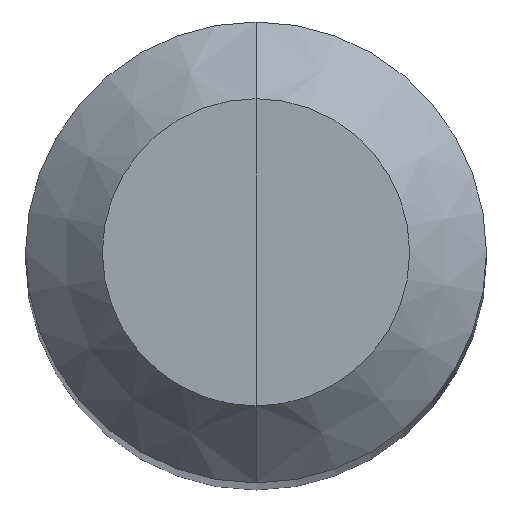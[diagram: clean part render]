
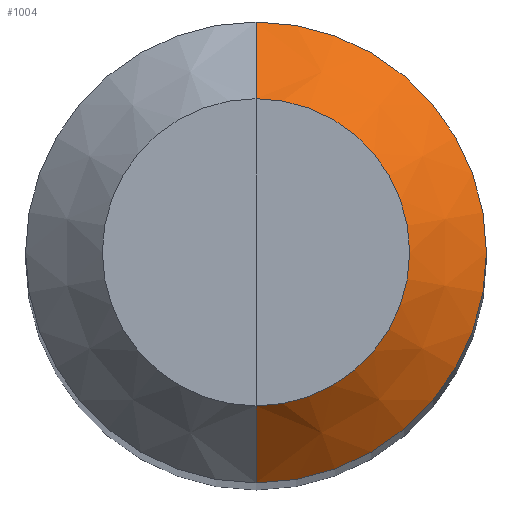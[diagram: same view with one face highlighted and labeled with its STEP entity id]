
A CAD part, top view. The second image highlights one B-rep face of the part: STEP entity #1004.
In plain terms, the highlighted conical face has half-angle 45 degrees and reference radius 3 mm.
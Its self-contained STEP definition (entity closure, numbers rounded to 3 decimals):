
#890 = CYLINDRICAL_SURFACE('',#891,3.);
#891 = AXIS2_PLACEMENT_3D('',#892,#893,#894);
#892 = CARTESIAN_POINT('',(0.,0.,-53.893));
#893 = DIRECTION('',(0.,0.,1.));
#894 = DIRECTION('',(0.,-1.,0.));
#928 = VERTEX_POINT('',#929);
#929 = CARTESIAN_POINT('',(0.,3.,-1.));
#955 = EDGE_CURVE('',#956,#928,#958,.T.);
#956 = VERTEX_POINT('',#957);
#957 = CARTESIAN_POINT('',(0.,-3.,-1.));
#958 = SURFACE_CURVE('',#959,(#964,#971),.PCURVE_S1.);
#959 = CIRCLE('',#960,3.);
#960 = AXIS2_PLACEMENT_3D('',#961,#962,#963);
#961 = CARTESIAN_POINT('',(0.,0.,-1.));
#962 = DIRECTION('',(0.,0.,1.));
#963 = DIRECTION('',(0.,-1.,0.));
#964 = PCURVE('',#890,#965);
#965 = DEFINITIONAL_REPRESENTATION('',(#966),#970);
#966 = LINE('',#967,#968);
#967 = CARTESIAN_POINT('',(0.,52.893));
#968 = VECTOR('',#969,1.);
#969 = DIRECTION('',(1.,0.));
#970 = ( GEOMETRIC_REPRESENTATION_CONTEXT(2) 
PARAMETRIC_REPRESENTATION_CONTEXT() REPRESENTATION_CONTEXT('2D SPACE',''
  ) );
#971 = PCURVE('',#972,#977);
#972 = CONICAL_SURFACE('',#973,3.,0.785);
#973 = AXIS2_PLACEMENT_3D('',#974,#975,#976);
#974 = CARTESIAN_POINT('',(0.,0.,-1.));
#975 = DIRECTION('',(-0.,-0.,-1.));
#976 = DIRECTION('',(0.,-1.,0.));
#977 = DEFINITIONAL_REPRESENTATION('',(#978),#982);
#978 = LINE('',#979,#980);
#979 = CARTESIAN_POINT('',(-0.,-0.));
#980 = VECTOR('',#981,1.);
#981 = DIRECTION('',(-1.,-0.));
#982 = ( GEOMETRIC_REPRESENTATION_CONTEXT(2) 
PARAMETRIC_REPRESENTATION_CONTEXT() REPRESENTATION_CONTEXT('2D SPACE',''
  ) );
#1004 = ADVANCED_FACE('',(#1005),#972,.T.);
#1005 = FACE_BOUND('',#1006,.T.);
#1006 = EDGE_LOOP('',(#1007,#1008,#1036,#1065));
#1007 = ORIENTED_EDGE('',*,*,#955,.T.);
#1008 = ORIENTED_EDGE('',*,*,#1009,.T.);
#1009 = EDGE_CURVE('',#928,#1010,#1012,.T.);
#1010 = VERTEX_POINT('',#1011);
#1011 = CARTESIAN_POINT('',(0.,2.,0.));
#1012 = SURFACE_CURVE('',#1013,(#1017,#1024),.PCURVE_S1.);
#1013 = LINE('',#1014,#1015);
#1014 = CARTESIAN_POINT('',(0.,3.,-1.));
#1015 = VECTOR('',#1016,1.);
#1016 = DIRECTION('',(0.,-0.707,0.707
    ));
#1017 = PCURVE('',#972,#1018);
#1018 = DEFINITIONAL_REPRESENTATION('',(#1019),#1023);
#1019 = LINE('',#1020,#1021);
#1020 = CARTESIAN_POINT('',(-3.142,-0.));
#1021 = VECTOR('',#1022,1.);
#1022 = DIRECTION('',(-0.,-1.));
#1023 = ( GEOMETRIC_REPRESENTATION_CONTEXT(2) 
PARAMETRIC_REPRESENTATION_CONTEXT() REPRESENTATION_CONTEXT('2D SPACE',''
  ) );
#1024 = PCURVE('',#1025,#1030);
#1025 = CONICAL_SURFACE('',#1026,3.,0.785);
#1026 = AXIS2_PLACEMENT_3D('',#1027,#1028,#1029);
#1027 = CARTESIAN_POINT('',(0.,0.,-1.));
#1028 = DIRECTION('',(-0.,-0.,-1.));
#1029 = DIRECTION('',(0.,-1.,0.));
#1030 = DEFINITIONAL_REPRESENTATION('',(#1031),#1035);
#1031 = LINE('',#1032,#1033);
#1032 = CARTESIAN_POINT('',(3.142,-0.));
#1033 = VECTOR('',#1034,1.);
#1034 = DIRECTION('',(0.,-1.));
#1035 = ( GEOMETRIC_REPRESENTATION_CONTEXT(2) 
PARAMETRIC_REPRESENTATION_CONTEXT() REPRESENTATION_CONTEXT('2D SPACE',''
  ) );
#1036 = ORIENTED_EDGE('',*,*,#1037,.F.);
#1037 = EDGE_CURVE('',#1038,#1010,#1040,.T.);
#1038 = VERTEX_POINT('',#1039);
#1039 = CARTESIAN_POINT('',(0.,-2.,0.));
#1040 = SURFACE_CURVE('',#1041,(#1046,#1053),.PCURVE_S1.);
#1041 = CIRCLE('',#1042,2.);
#1042 = AXIS2_PLACEMENT_3D('',#1043,#1044,#1045);
#1043 = CARTESIAN_POINT('',(0.,0.,0.));
#1044 = DIRECTION('',(0.,0.,1.));
#1045 = DIRECTION('',(0.,-1.,0.));
#1046 = PCURVE('',#972,#1047);
#1047 = DEFINITIONAL_REPRESENTATION('',(#1048),#1052);
#1048 = LINE('',#1049,#1050);
#1049 = CARTESIAN_POINT('',(-0.,-1.));
#1050 = VECTOR('',#1051,1.);
#1051 = DIRECTION('',(-1.,-0.));
#1052 = ( GEOMETRIC_REPRESENTATION_CONTEXT(2) 
PARAMETRIC_REPRESENTATION_CONTEXT() REPRESENTATION_CONTEXT('2D SPACE',''
  ) );
#1053 = PCURVE('',#1054,#1059);
#1054 = PLANE('',#1055);
#1055 = AXIS2_PLACEMENT_3D('',#1056,#1057,#1058);
#1056 = CARTESIAN_POINT('',(0.,0.,0.));
#1057 = DIRECTION('',(0.,0.,1.));
#1058 = DIRECTION('',(0.,-1.,0.));
#1059 = DEFINITIONAL_REPRESENTATION('',(#1060),#1064);
#1060 = CIRCLE('',#1061,2.);
#1061 = AXIS2_PLACEMENT_2D('',#1062,#1063);
#1062 = CARTESIAN_POINT('',(0.,0.));
#1063 = DIRECTION('',(1.,0.));
#1064 = ( GEOMETRIC_REPRESENTATION_CONTEXT(2) 
PARAMETRIC_REPRESENTATION_CONTEXT() REPRESENTATION_CONTEXT('2D SPACE',''
  ) );
#1065 = ORIENTED_EDGE('',*,*,#1066,.F.);
#1066 = EDGE_CURVE('',#956,#1038,#1067,.T.);
#1067 = SURFACE_CURVE('',#1068,(#1072,#1079),.PCURVE_S1.);
#1068 = LINE('',#1069,#1070);
#1069 = CARTESIAN_POINT('',(0.,-3.,-1.));
#1070 = VECTOR('',#1071,1.);
#1071 = DIRECTION('',(0.,0.707,0.707));
#1072 = PCURVE('',#972,#1073);
#1073 = DEFINITIONAL_REPRESENTATION('',(#1074),#1078);
#1074 = LINE('',#1075,#1076);
#1075 = CARTESIAN_POINT('',(-0.,-0.));
#1076 = VECTOR('',#1077,1.);
#1077 = DIRECTION('',(-0.,-1.));
#1078 = ( GEOMETRIC_REPRESENTATION_CONTEXT(2) 
PARAMETRIC_REPRESENTATION_CONTEXT() REPRESENTATION_CONTEXT('2D SPACE',''
  ) );
#1079 = PCURVE('',#1025,#1080);
#1080 = DEFINITIONAL_REPRESENTATION('',(#1081),#1085);
#1081 = LINE('',#1082,#1083);
#1082 = CARTESIAN_POINT('',(0.,-0.));
#1083 = VECTOR('',#1084,1.);
#1084 = DIRECTION('',(0.,-1.));
#1085 = ( GEOMETRIC_REPRESENTATION_CONTEXT(2) 
PARAMETRIC_REPRESENTATION_CONTEXT() REPRESENTATION_CONTEXT('2D SPACE',''
  ) );
